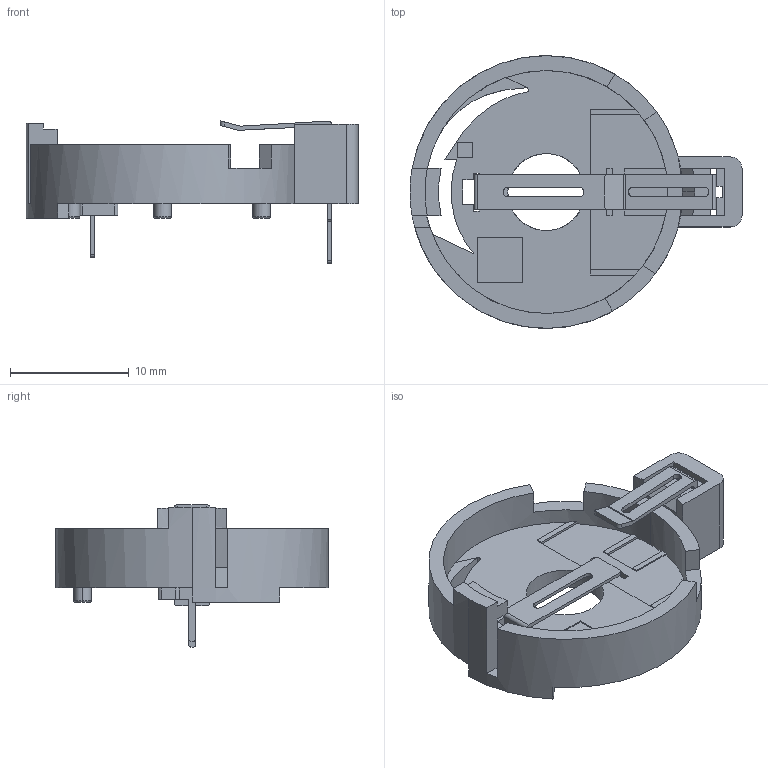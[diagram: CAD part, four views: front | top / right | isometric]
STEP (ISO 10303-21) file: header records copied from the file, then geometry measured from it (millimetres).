
FILE_DESCRIPTION (( 'STEP AP214' ), '1' );
FILE_NAME ('User Library-BH-25T.STEP', '2020-03-13T11:48:30', ( '' ), ( '' ), 'SwSTEP 2.0', 'SolidWorks 2019', '' );
FILE_SCHEMA (( 'AUTOMOTIVE_DESIGN' ));
Length unit declared in the file: millimetre
Products named in the file (1): User Library-BH-25T
Bounding box: 28 x 23 x 12 mm (x, y, z)
Volume: 1089.2 mm3; surface area: 1892.1 mm2
Topology: 2 solids, 2 shells, 192 faces, 546 edges, 355 vertices
Faces by surface type: plane 130, cylinder 51, torus 6, bspline 3, cone 2
Entity records: 6893 total; most frequent: CARTESIAN_POINT 1165, ORIENTED_EDGE 1092, DIRECTION 1054, EDGE_CURVE 546, LINE 382, VECTOR 382, VERTEX_POINT 355, AXIS2_PLACEMENT_3D 336
